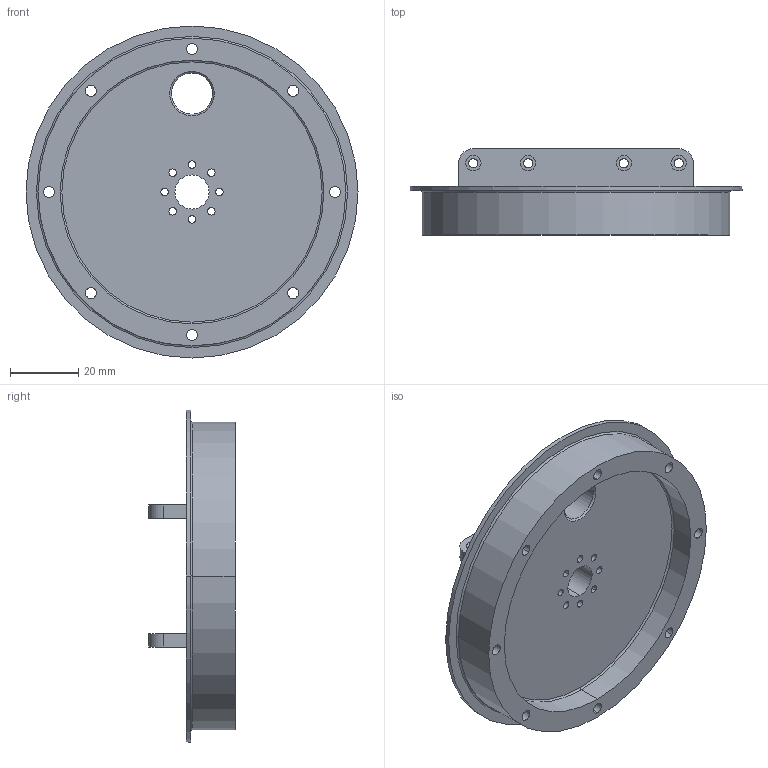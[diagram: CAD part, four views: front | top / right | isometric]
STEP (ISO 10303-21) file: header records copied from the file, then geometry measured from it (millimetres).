
FILE_DESCRIPTION (( 'STEP AP203' ), '1' );
FILE_NAME ('J1_Top_Plate.STEP', '2024-01-07T18:53:00', ( '' ), ( '' ), 'SwSTEP 2.0', 'SolidWorks 2022', '' );
FILE_SCHEMA (( 'CONFIG_CONTROL_DESIGN' ));
Length unit declared in the file: millimetre
Products named in the file (1): J1_Top_Plate
Bounding box: 97 x 25.25 x 97 mm (x, y, z)
Volume: 60811.4 mm3; surface area: 25312.6 mm2
Topology: 1 solids, 1 shells, 140 faces, 338 edges, 228 vertices
Faces by surface type: cylinder 78, plane 38, cone 20, torus 4
Entity records: 4403 total; most frequent: DIRECTION 836, CARTESIAN_POINT 707, ORIENTED_EDGE 676, AXIS2_PLACEMENT_3D 357, EDGE_CURVE 338, VERTEX_POINT 228, EDGE_LOOP 220, CIRCLE 216
